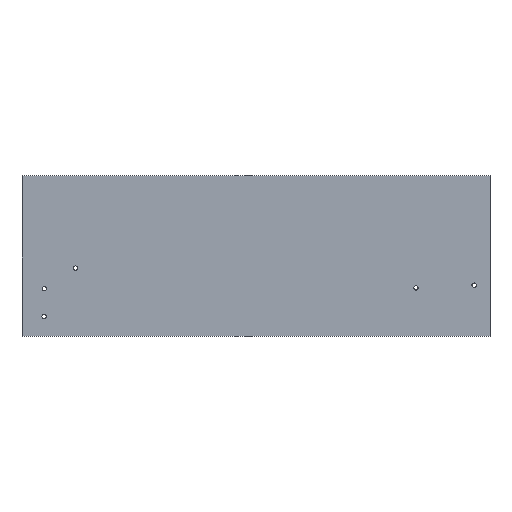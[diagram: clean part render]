
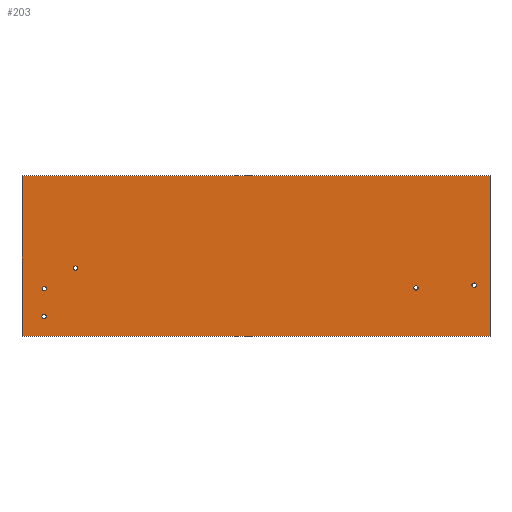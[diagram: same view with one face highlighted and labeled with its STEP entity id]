
A CAD part, top view. The second image highlights one B-rep face of the part: STEP entity #203.
In plain terms, the highlighted planar face has unit normal (0, 0, 1).
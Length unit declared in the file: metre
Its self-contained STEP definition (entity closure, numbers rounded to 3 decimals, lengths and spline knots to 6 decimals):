
#13=CIRCLE('',#222,0.001524);
#15=CIRCLE('',#225,0.001524);
#17=CIRCLE('',#228,0.001524);
#19=CIRCLE('',#231,0.001524);
#21=CIRCLE('',#235,0.001524);
#62=ORIENTED_EDGE('',*,*,#71,.F.);
#63=ORIENTED_EDGE('',*,*,#75,.T.);
#64=ORIENTED_EDGE('',*,*,#78,.T.);
#65=ORIENTED_EDGE('',*,*,#89,.F.);
#66=ORIENTED_EDGE('',*,*,#88,.F.);
#67=ORIENTED_EDGE('',*,*,#86,.F.);
#68=ORIENTED_EDGE('',*,*,#84,.F.);
#69=ORIENTED_EDGE('',*,*,#82,.F.);
#70=ORIENTED_EDGE('',*,*,#92,.F.);
#71=EDGE_CURVE('',#93,#94,#111,.T.);
#75=EDGE_CURVE('',#93,#97,#115,.T.);
#78=EDGE_CURVE('',#97,#99,#118,.T.);
#82=EDGE_CURVE('',#102,#102,#13,.T.);
#84=EDGE_CURVE('',#104,#104,#15,.T.);
#86=EDGE_CURVE('',#106,#106,#17,.T.);
#88=EDGE_CURVE('',#108,#108,#19,.T.);
#89=EDGE_CURVE('',#94,#99,#121,.T.);
#92=EDGE_CURVE('',#110,#110,#21,.T.);
#93=VERTEX_POINT('',#297);
#94=VERTEX_POINT('',#298);
#97=VERTEX_POINT('',#306);
#99=VERTEX_POINT('',#312);
#102=VERTEX_POINT('',#320);
#104=VERTEX_POINT('',#325);
#106=VERTEX_POINT('',#330);
#108=VERTEX_POINT('',#335);
#110=VERTEX_POINT('',#343);
#111=LINE('',#296,#123);
#115=LINE('',#305,#127);
#118=LINE('',#311,#130);
#121=LINE('',#337,#133);
#123=VECTOR('',#242,1.);
#127=VECTOR('',#248,1.);
#130=VECTOR('',#253,1.);
#133=VECTOR('',#282,1.);
#155=EDGE_LOOP('',(#62,#63,#64,#65));
#156=EDGE_LOOP('',(#66));
#157=EDGE_LOOP('',(#67));
#158=EDGE_LOOP('',(#68));
#159=EDGE_LOOP('',(#69));
#160=EDGE_LOOP('',(#70));
#181=FACE_BOUND('',#155,.T.);
#182=FACE_BOUND('',#156,.T.);
#183=FACE_BOUND('',#157,.T.);
#184=FACE_BOUND('',#158,.T.);
#185=FACE_BOUND('',#159,.T.);
#186=FACE_BOUND('',#160,.T.);
#192=PLANE('',#237);
#203=ADVANCED_FACE('',(#181,#182,#183,#184,#185,#186),#192,.T.);
#222=AXIS2_PLACEMENT_3D('',#319,#260,#261);
#225=AXIS2_PLACEMENT_3D('',#324,#266,#267);
#228=AXIS2_PLACEMENT_3D('',#329,#272,#273);
#231=AXIS2_PLACEMENT_3D('',#334,#278,#279);
#235=AXIS2_PLACEMENT_3D('',#342,#288,#289);
#237=AXIS2_PLACEMENT_3D('',#345,#292,#293);
#242=DIRECTION('',(0.,1.,0.));
#248=DIRECTION('',(1.,0.,0.));
#253=DIRECTION('',(0.,1.,0.));
#260=DIRECTION('',(0.,0.,1.));
#261=DIRECTION('',(0.,-1.,0.));
#266=DIRECTION('',(0.,0.,1.));
#267=DIRECTION('',(0.,-1.,0.));
#272=DIRECTION('',(0.,0.,1.));
#273=DIRECTION('',(0.,-1.,0.));
#278=DIRECTION('',(0.,0.,1.));
#279=DIRECTION('',(0.,-1.,0.));
#282=DIRECTION('',(1.,0.,0.));
#288=DIRECTION('',(0.,0.,1.));
#289=DIRECTION('',(0.,-1.,0.));
#292=DIRECTION('',(0.,0.,1.));
#293=DIRECTION('',(1.,0.,0.));
#296=CARTESIAN_POINT('',(-0.00695,-0.068212,-0.00381));
#297=CARTESIAN_POINT('',(-0.00695,-0.13215,-0.00381));
#298=CARTESIAN_POINT('',(-0.00695,-0.02025,-0.00381));
#305=CARTESIAN_POINT('',(0.165469,-0.13215,-0.00381));
#306=CARTESIAN_POINT('',(0.31865,-0.13215,-0.00381));
#311=CARTESIAN_POINT('',(0.31865,-0.0839,-0.00381));
#312=CARTESIAN_POINT('',(0.31865,-0.02025,-0.00381));
#319=CARTESIAN_POINT('',(0.2671,-0.0984,-0.00381));
#320=CARTESIAN_POINT('',(0.2671,-0.099924,-0.00381));
#324=CARTESIAN_POINT('',(0.0084,-0.1183,-0.00381));
#325=CARTESIAN_POINT('',(0.0084,-0.119824,-0.00381));
#329=CARTESIAN_POINT('',(0.0085,-0.099,-0.00381));
#330=CARTESIAN_POINT('',(0.0085,-0.100524,-0.00381));
#334=CARTESIAN_POINT('',(0.0302,-0.0846,-0.00381));
#335=CARTESIAN_POINT('',(0.0302,-0.086124,-0.00381));
#337=CARTESIAN_POINT('',(0.312831,-0.02025,-0.00381));
#342=CARTESIAN_POINT('',(0.3076,-0.0965,-0.00381));
#343=CARTESIAN_POINT('',(0.3076,-0.098024,-0.00381));
#345=CARTESIAN_POINT('',(0.15585,-0.0762,-0.00381));
